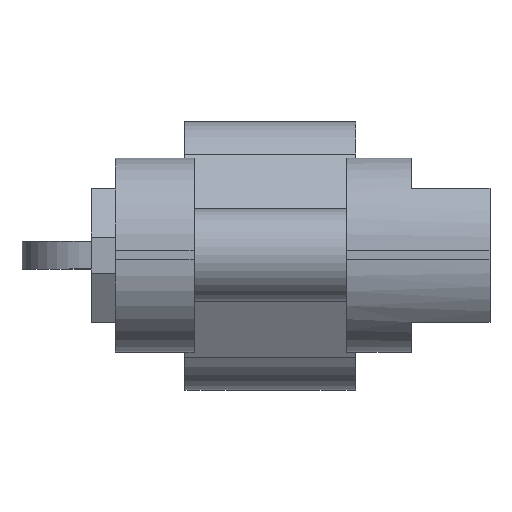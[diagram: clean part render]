
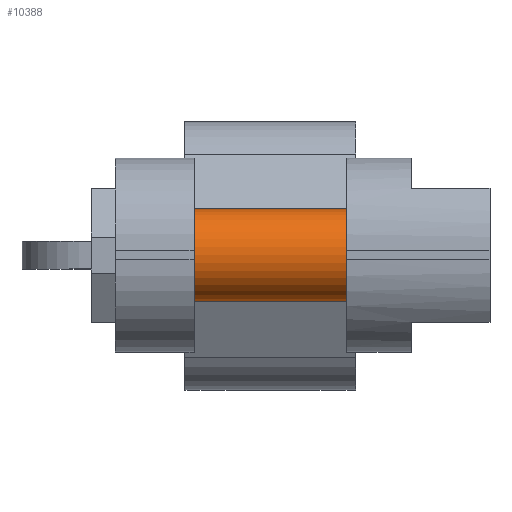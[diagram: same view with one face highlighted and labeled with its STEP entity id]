
A CAD part, top view. The second image highlights one B-rep face of the part: STEP entity #10388.
In plain terms, the highlighted cylindrical face has radius 10 mm (diameter 20 mm), a partial arc.
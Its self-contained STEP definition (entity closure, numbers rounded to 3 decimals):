
#1637=CARTESIAN_POINT('',(16.5,0.,96.));
#1638=DIRECTION('',(-1.,0.,0.));
#1639=DIRECTION('',(0.,-1.,0.));
#1640=AXIS2_PLACEMENT_3D('',#1637,#1638,#1639);
#1792=DIRECTION('',(-1.,0.,0.));
#1793=VECTOR('',#1792,33.);
#1794=CARTESIAN_POINT('',(16.5,10.,96.));
#1795=LINE('',#1794,#1793);
#1796=DIRECTION('',(1.,0.,0.));
#1797=VECTOR('',#1796,33.);
#1798=CARTESIAN_POINT('',(-16.5,-10.,96.));
#1799=LINE('',#1798,#1797);
#1845=CARTESIAN_POINT('',(-16.5,0.,96.));
#1846=DIRECTION('',(1.,0.,0.));
#1847=DIRECTION('',(0.,1.,0.));
#1848=AXIS2_PLACEMENT_3D('',#1845,#1846,#1847);
#6262=CARTESIAN_POINT('',(-16.5,-10.,96.));
#6263=CARTESIAN_POINT('',(16.5,-10.,96.));
#6264=VERTEX_POINT('',#6262);
#6265=VERTEX_POINT('',#6263);
#6266=CARTESIAN_POINT('',(16.5,10.,96.));
#6267=CARTESIAN_POINT('',(-16.5,10.,96.));
#6268=VERTEX_POINT('',#6266);
#6269=VERTEX_POINT('',#6267);
#10377=CARTESIAN_POINT('',(-16.5,0.,96.));
#10378=DIRECTION('',(1.,0.,0.));
#10379=DIRECTION('',(0.,-1.,0.));
#10380=AXIS2_PLACEMENT_3D('',#10377,#10378,#10379);
#10381=CYLINDRICAL_SURFACE('',#10380,10.);
#10382=ORIENTED_EDGE('',*,*,#7879,.T.);
#10383=ORIENTED_EDGE('',*,*,#7848,.T.);
#10384=ORIENTED_EDGE('',*,*,#7631,.T.);
#10385=ORIENTED_EDGE('',*,*,#7845,.T.);
#10386=EDGE_LOOP('',(#10382,#10383,#10384,#10385));
#10387=FACE_OUTER_BOUND('',#10386,.F.);
#10388=ADVANCED_FACE('',(#10387),#10381,.F.);
#1641=CIRCLE('',#1640,10.);
#1849=CIRCLE('',#1848,10.);
#7631=EDGE_CURVE('',#6265,#6268,#1641,.T.);
#7845=EDGE_CURVE('',#6268,#6269,#1795,.T.);
#7848=EDGE_CURVE('',#6264,#6265,#1799,.T.);
#7879=EDGE_CURVE('',#6269,#6264,#1849,.T.);
